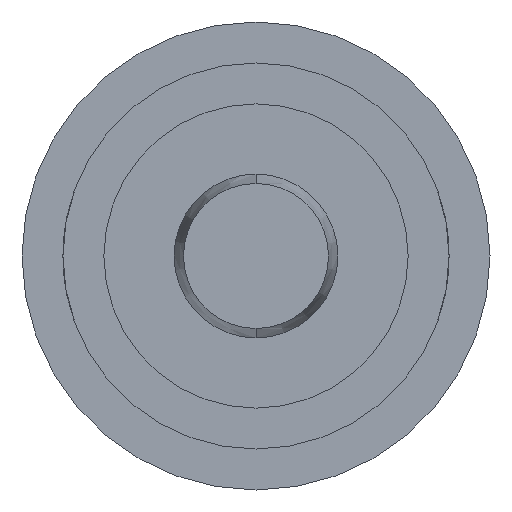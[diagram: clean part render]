
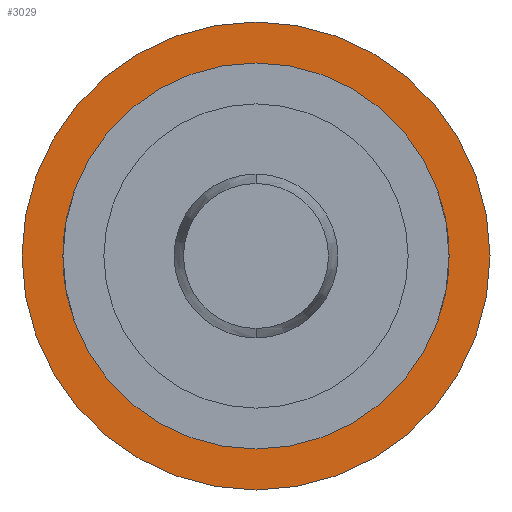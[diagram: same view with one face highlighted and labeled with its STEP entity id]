
A CAD part, front view. The second image highlights one B-rep face of the part: STEP entity #3029.
In plain terms, the highlighted planar face has unit normal (0, -1, 0).
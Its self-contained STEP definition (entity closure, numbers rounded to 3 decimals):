
#79 = EDGE_CURVE ( 'Defeature ausgef�hrt4_7+Defeature ausgef�hrt4_6+Defeature ausgef�hrt4_6+Defeature ausgef�hrt4_6', #2493, #2756, #2340, .T. ) ;
#154 = CARTESIAN_POINT ( 'NONE',  ( 0., 28., -1. ) ) ;
#180 = DIRECTION ( 'NONE',  ( 0., 1., 0. ) ) ;
#204 = EDGE_CURVE ( 'Defeature ausgef�hrt4_6+Defeature ausgef�hrt4_0+Defeature ausgef�hrt4_0+Defeature ausgef�hrt4_0', #1391, #1426, #890, .T. ) ;
#279 = DIRECTION ( 'NONE',  ( 0., 0., 1. ) ) ;
#440 = PLANE ( 'NONE',  #1543 ) ;
#631 = EDGE_LOOP ( 'NONE', ( #2739, #2904 ) ) ;
#831 = DIRECTION ( 'NONE',  ( 0., 1., 0. ) ) ;
#890 = CIRCLE ( 'NONE', #3104, 0.825 ) ;
#960 = ORIENTED_EDGE ( 'NONE', *, *, #79, .F. ) ;
#1025 = DIRECTION ( 'NONE',  ( 0., 1., 0. ) ) ;
#1126 = CARTESIAN_POINT ( 'NONE',  ( 0., 28., 1. ) ) ;
#1229 = FACE_OUTER_BOUND ( 'NONE', #3729, .T. ) ;
#1309 = CARTESIAN_POINT ( 'NONE',  ( 0.825, 28., 0. ) ) ;
#1310 = AXIS2_PLACEMENT_3D ( 'NONE', #2789, #2750, #3390 ) ;
#1325 = CIRCLE ( 'NONE', #2578, 0.825 ) ;
#1330 = CARTESIAN_POINT ( 'NONE',  ( 0., 28., 0. ) ) ;
#1347 = DIRECTION ( 'NONE',  ( 0., 0., 1. ) ) ;
#1370 = FACE_BOUND ( 'NONE', #631, .T. ) ;
#1382 = CARTESIAN_POINT ( 'NONE',  ( 0., 28., 0. ) ) ;
#1391 = VERTEX_POINT ( 'NONE', #1822 ) ;
#1426 = VERTEX_POINT ( 'NONE', #1797 ) ;
#1515 = CIRCLE ( 'NONE', #1310, 1. ) ;
#1543 = AXIS2_PLACEMENT_3D ( 'NONE', #1309, #1025, #3106 ) ;
#1797 = CARTESIAN_POINT ( 'NONE',  ( 0., 28., 0.825 ) ) ;
#1822 = CARTESIAN_POINT ( 'NONE',  ( 0., 28., -0.825 ) ) ;
#2340 = CIRCLE ( 'NONE', #3632, 1. ) ;
#2493 = VERTEX_POINT ( 'NONE', #154 ) ;
#2517 = EDGE_CURVE ( 'Defeature ausgef�hrt4_7+Defeature ausgef�hrt4_6+Defeature ausgef�hrt4_6+Defeature ausgef�hrt4_6', #2756, #2493, #1515, .T. ) ;
#2578 = AXIS2_PLACEMENT_3D ( 'NONE', #2605, #831, #279 ) ;
#2605 = CARTESIAN_POINT ( 'NONE',  ( 0., 28., 0. ) ) ;
#2723 = EDGE_CURVE ( 'Defeature ausgef�hrt4_6+Defeature ausgef�hrt4_0+Defeature ausgef�hrt4_0+Defeature ausgef�hrt4_0', #1426, #1391, #1325, .T. ) ;
#2739 = ORIENTED_EDGE ( 'NONE', *, *, #204, .T. ) ;
#2750 = DIRECTION ( 'NONE',  ( 0., 1., 0. ) ) ;
#2756 = VERTEX_POINT ( 'NONE', #1126 ) ;
#2789 = CARTESIAN_POINT ( 'NONE',  ( 0., 28., 0. ) ) ;
#2904 = ORIENTED_EDGE ( 'NONE', *, *, #2723, .T. ) ;
#3029 = ADVANCED_FACE ( 'Defeature ausgef�hrt4_6', ( #1229, #1370 ), #440, .F. ) ;
#3104 = AXIS2_PLACEMENT_3D ( 'NONE', #1382, #3462, #3818 ) ;
#3106 = DIRECTION ( 'NONE',  ( 0., 0., 1. ) ) ;
#3390 = DIRECTION ( 'NONE',  ( 0., 0., 1. ) ) ;
#3404 = ORIENTED_EDGE ( 'NONE', *, *, #2517, .F. ) ;
#3462 = DIRECTION ( 'NONE',  ( 0., 1., 0. ) ) ;
#3632 = AXIS2_PLACEMENT_3D ( 'NONE', #1330, #180, #1347 ) ;
#3729 = EDGE_LOOP ( 'NONE', ( #3404, #960 ) ) ;
#3818 = DIRECTION ( 'NONE',  ( 0., 0., 1. ) ) ;
